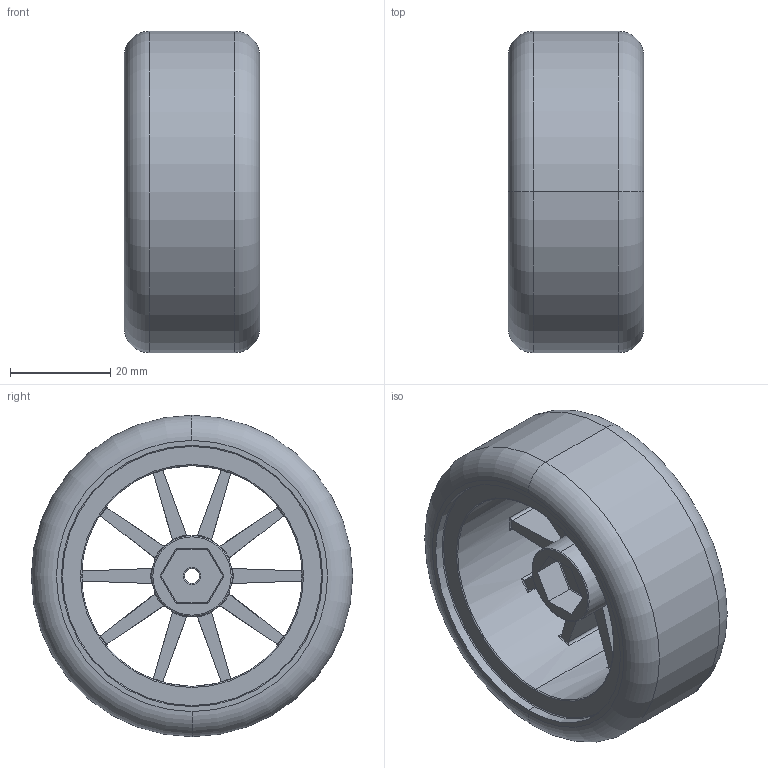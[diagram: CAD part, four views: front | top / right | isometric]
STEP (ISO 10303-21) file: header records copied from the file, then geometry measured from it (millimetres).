
FILE_DESCRIPTION (( 'STEP AP203' ), '1' );
FILE_NAME ('Kerek_Default_sldprt.STEP', '2024-05-06T01:20:23', ( '' ), ( '' ), 'SwSTEP 2.0', 'SolidWorks 2021', '' );
FILE_SCHEMA (( 'CONFIG_CONTROL_DESIGN' ));
Length unit declared in the file: millimetre
Products named in the file (1): Kerek_Default_sldprt
Bounding box: 27 x 64 x 64 mm (x, y, z)
Volume: 48276.5 mm3; surface area: 16279.3 mm2
Topology: 1 solids, 1 shells, 360 faces, 922 edges, 538 vertices
Faces by surface type: cylinder 119, torus 94, bspline 80, plane 57, sphere 10
Entity records: 12678 total; most frequent: CARTESIAN_POINT 4381, ORIENTED_EDGE 1824, DIRECTION 1707, EDGE_CURVE 912, AXIS2_PLACEMENT_3D 730, VERTEX_POINT 538, CIRCLE 449, EDGE_LOOP 366
